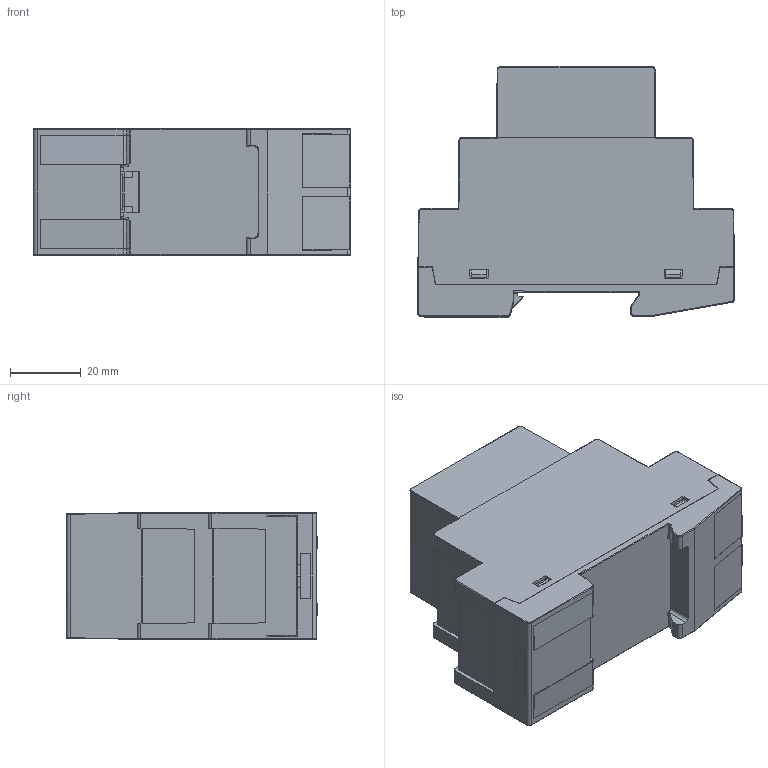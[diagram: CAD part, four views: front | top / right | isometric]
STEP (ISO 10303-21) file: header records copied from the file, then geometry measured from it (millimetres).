
FILE_DESCRIPTION (( 'STEP AP203' ), '1' );
FILE_NAME ('RL9854AC45-135V.step', '2024-11-04T17:58:25', ( '' ), ( '' ), 'SwSTEP 2.0', 'SolidWorks 2023', '' );
FILE_SCHEMA (( 'CONFIG_CONTROL_DESIGN' ));
Length unit declared in the file: inch
Products named in the file (1): RL9854AC45-135V
Bounding box: 89.86 x 71.09 x 35.8 mm (x, y, z)
Volume: 153094 mm3; surface area: 35732.1 mm2
Topology: 2 solids, 6 shells, 643 faces, 1746 edges, 1116 vertices
Faces by surface type: plane 492, cylinder 113, bspline 36, cone 2
Entity records: 21408 total; most frequent: CARTESIAN_POINT 5691, ORIENTED_EDGE 3492, DIRECTION 2862, EDGE_CURVE 1746, LINE 1450, VECTOR 1450, VERTEX_POINT 1116, AXIS2_PLACEMENT_3D 706
